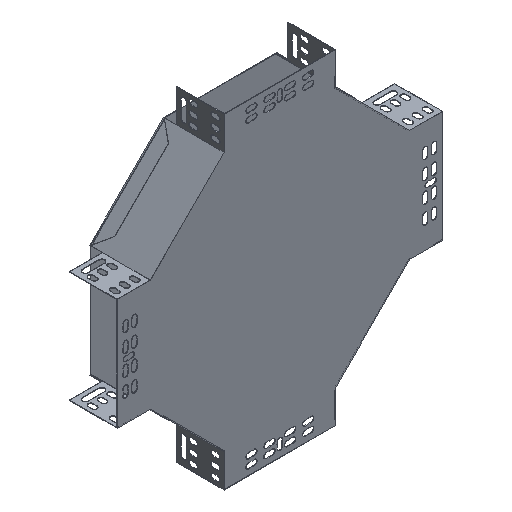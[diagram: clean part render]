
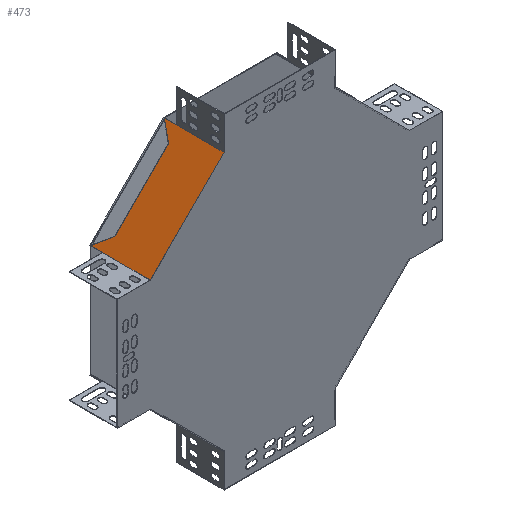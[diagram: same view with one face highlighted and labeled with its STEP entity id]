
A CAD part, isometric view. The second image highlights one B-rep face of the part: STEP entity #473.
In plain terms, the highlighted planar face has unit normal (-0.707, 0, 0.707).
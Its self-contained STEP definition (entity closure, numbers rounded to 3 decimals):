
#102 = DIRECTION ( 'NONE',  ( -0.707, 0., -0.707 ) ) ;
#473 = ADVANCED_FACE ( 'NONE', ( #11463 ), #3822, .F. ) ;
#488 = VERTEX_POINT ( 'NONE', #12262 ) ;
#965 = VERTEX_POINT ( 'NONE', #14344 ) ;
#1120 = CARTESIAN_POINT ( 'NONE',  ( -167.336, 174.164, 80.05 ) ) ;
#1255 = VECTOR ( 'NONE', #102, 1000. ) ;
#1276 = LINE ( 'NONE', #11753, #1255 ) ;
#1473 = CARTESIAN_POINT ( 'NONE',  ( -67.336, 189.164, 180.05 ) ) ;
#1695 = VECTOR ( 'NONE', #1841, 1000. ) ;
#1732 = LINE ( 'NONE', #13843, #1695 ) ;
#1841 = DIRECTION ( 'NONE',  ( 0., -1., 0. ) ) ;
#2361 = VECTOR ( 'NONE', #14663, 1000. ) ;
#2421 = LINE ( 'NONE', #12024, #2361 ) ;
#2654 = CARTESIAN_POINT ( 'NONE',  ( -67.336, 174.164, 180.05 ) ) ;
#3450 = CARTESIAN_POINT ( 'NONE',  ( -167.336, 189.164, 80.05 ) ) ;
#3638 = CARTESIAN_POINT ( 'NONE',  ( -167.336, 189.164, 80.05 ) ) ;
#3822 = PLANE ( 'NONE',  #6269 ) ;
#4279 = ORIENTED_EDGE ( 'NONE', *, *, #12441, .T. ) ;
#4299 = ORIENTED_EDGE ( 'NONE', *, *, #11820, .T. ) ;
#4628 = ORIENTED_EDGE ( 'NONE', *, *, #7746, .F. ) ;
#4648 = ORIENTED_EDGE ( 'NONE', *, *, #11602, .T. ) ;
#4960 = DIRECTION ( 'NONE',  ( 0.707, 0., -0.707 ) ) ;
#4999 = ORIENTED_EDGE ( 'NONE', *, *, #13022, .T. ) ;
#5735 = ORIENTED_EDGE ( 'NONE', *, *, #12019, .T. ) ;
#5823 = CARTESIAN_POINT ( 'NONE',  ( -167.336, 109.164, 80.05 ) ) ;
#6269 = AXIS2_PLACEMENT_3D ( 'NONE', #9631, #4960, #13563 ) ;
#7209 = DIRECTION ( 'NONE',  ( -0.707, 0., -0.707 ) ) ;
#7746 = EDGE_CURVE ( 'NONE', #488, #8401, #12763, .T. ) ;
#7773 = VERTEX_POINT ( 'NONE', #2654 ) ;
#8334 = DIRECTION ( 'NONE',  ( 0., 1., 0. ) ) ;
#8401 = VERTEX_POINT ( 'NONE', #5823 ) ;
#9321 = DIRECTION ( 'NONE',  ( 0., -1., 0. ) ) ;
#9631 = CARTESIAN_POINT ( 'NONE',  ( -167.336, 189.164, 80.05 ) ) ;
#10725 = EDGE_LOOP ( 'NONE', ( #4279, #4299, #4628, #4648, #4999, #5735 ) ) ;
#11451 = VERTEX_POINT ( 'NONE', #1120 ) ;
#11463 = FACE_OUTER_BOUND ( 'NONE', #10725, .T. ) ;
#11602 = EDGE_CURVE ( 'NONE', #488, #7773, #2421, .T. ) ;
#11753 = CARTESIAN_POINT ( 'NONE',  ( -167.336, 189.164, 80.05 ) ) ;
#11820 = EDGE_CURVE ( 'NONE', #11451, #8401, #1732, .T. ) ;
#12019 = EDGE_CURVE ( 'NONE', #965, #13011, #1276, .T. ) ;
#12024 = CARTESIAN_POINT ( 'NONE',  ( -67.336, 189.164, 180.05 ) ) ;
#12262 = CARTESIAN_POINT ( 'NONE',  ( -67.336, 109.164, 180.05 ) ) ;
#12393 = VECTOR ( 'NONE', #7209, 1000. ) ;
#12441 = EDGE_CURVE ( 'NONE', #13011, #11451, #15492, .T. ) ;
#12763 = LINE ( 'NONE', #14774, #12393 ) ;
#13011 = VERTEX_POINT ( 'NONE', #3638 ) ;
#13022 = EDGE_CURVE ( 'NONE', #7773, #965, #13323, .T. ) ;
#13323 = LINE ( 'NONE', #1473, #13351 ) ;
#13351 = VECTOR ( 'NONE', #8334, 1000. ) ;
#13563 = DIRECTION ( 'NONE',  ( -0.707, 0., -0.707 ) ) ;
#13843 = CARTESIAN_POINT ( 'NONE',  ( -167.336, 174.164, 80.05 ) ) ;
#14344 = CARTESIAN_POINT ( 'NONE',  ( -67.336, 189.164, 180.05 ) ) ;
#14663 = DIRECTION ( 'NONE',  ( 0., 1., 0. ) ) ;
#14774 = CARTESIAN_POINT ( 'NONE',  ( -66.536, 109.164, 180.85 ) ) ;
#15379 = VECTOR ( 'NONE', #9321, 1000. ) ;
#15492 = LINE ( 'NONE', #3450, #15379 ) ;
